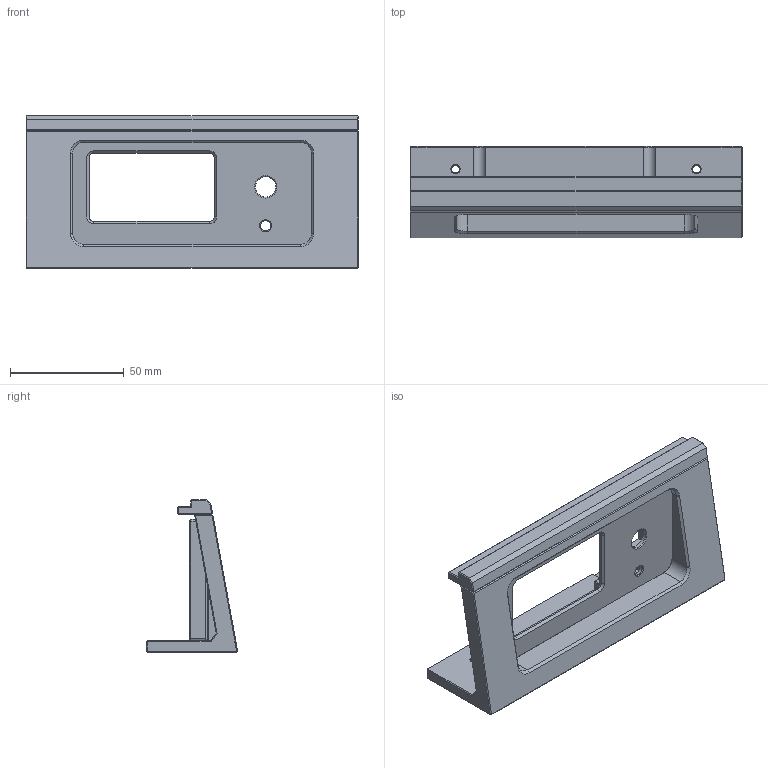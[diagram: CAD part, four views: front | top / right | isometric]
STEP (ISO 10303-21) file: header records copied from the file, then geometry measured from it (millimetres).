
FILE_DESCRIPTION(/* description */ (''),/* implementation_level */ '2;1');
FILE_NAME(/* name */ 'CenterSkirtDisplayWithAccent.step',/* time_stamp */ '2021-08-19T06:28:35-04:00',/* author */ (''),/* organization */ (''),/* preprocessor_version */ 'ST-DEVELOPER v18.1',/* originating_system */ 'Autodesk Translation Framework v10.9.0.1377',/* authorisation */ '');
FILE_SCHEMA (('AUTOMOTIVE_DESIGN { 1 0 10303 214 3 1 1 }'));
Length unit declared in the file: millimetre
Products named in the file (1): CenterSkirtDisplayWithAccent
Bounding box: 145.97 x 40.11 x 67 mm (x, y, z)
Volume: 92175.6 mm3; surface area: 43010 mm2
Topology: 3 solids, 3 shells, 282 faces, 636 edges, 372 vertices
Faces by surface type: plane 187, cone 44, cylinder 37, bspline 12, torus 2
Full cylindrical faces by diameter (mm): 3.4 x2, 4.5 x7, 4.7 x6, 9 x1
Entity records: 7926 total; most frequent: CARTESIAN_POINT 1639, DIRECTION 1278, ORIENTED_EDGE 1272, EDGE_CURVE 636, LINE 480, VECTOR 480, AXIS2_PLACEMENT_3D 399, VERTEX_POINT 372
